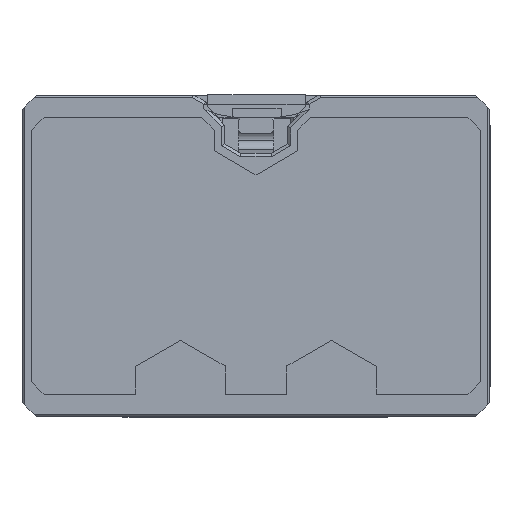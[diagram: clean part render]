
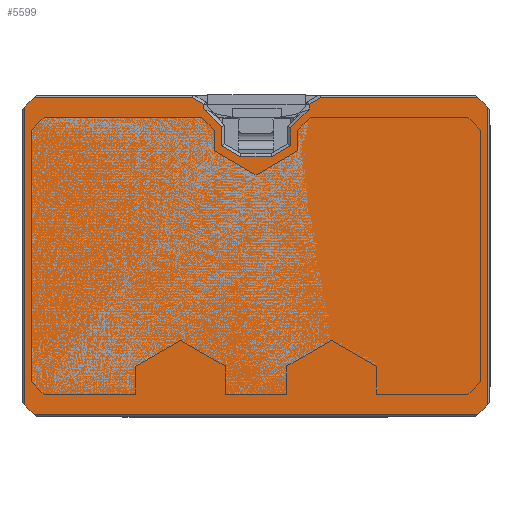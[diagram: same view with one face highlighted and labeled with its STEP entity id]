
A CAD part, top view. The second image highlights one B-rep face of the part: STEP entity #5599.
In plain terms, the highlighted planar face has unit normal (0, 0, 1).
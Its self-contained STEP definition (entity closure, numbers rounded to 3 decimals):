
#179=FACE_OUTER_BOUND('',#491,.T.);
#491=EDGE_LOOP('',(#3700,#3701,#3702,#3703,#3704,#3705,#3706,#3707,#3708,
#3709,#3710,#3711,#3712,#3713,#3714,#3715,#3716,#3717,#3718,#3719));
#806=LINE('',#7844,#1551);
#812=LINE('',#7857,#1557);
#818=LINE('',#7870,#1563);
#824=LINE('',#7883,#1569);
#826=LINE('',#7886,#1571);
#829=LINE('',#7892,#1574);
#834=LINE('',#7903,#1579);
#835=LINE('',#7905,#1580);
#836=LINE('',#7907,#1581);
#837=LINE('',#7909,#1582);
#838=LINE('',#7911,#1583);
#839=LINE('',#7913,#1584);
#840=LINE('',#7915,#1585);
#841=LINE('',#7917,#1586);
#842=LINE('',#7919,#1587);
#843=LINE('',#7921,#1588);
#844=LINE('',#7923,#1589);
#845=LINE('',#7924,#1590);
#846=LINE('',#7925,#1591);
#847=LINE('',#7926,#1592);
#1551=VECTOR('',#6326,10.);
#1557=VECTOR('',#6334,10.);
#1563=VECTOR('',#6342,10.);
#1569=VECTOR('',#6350,10.);
#1571=VECTOR('',#6354,10.);
#1574=VECTOR('',#6359,10.);
#1579=VECTOR('',#6370,10.);
#1580=VECTOR('',#6371,10.);
#1581=VECTOR('',#6372,10.);
#1582=VECTOR('',#6373,10.);
#1583=VECTOR('',#6374,10.);
#1584=VECTOR('',#6375,10.);
#1585=VECTOR('',#6376,10.);
#1586=VECTOR('',#6377,10.);
#1587=VECTOR('',#6378,10.);
#1588=VECTOR('',#6379,10.);
#1589=VECTOR('',#6380,10.);
#1590=VECTOR('',#6381,10.);
#1591=VECTOR('',#6382,10.);
#1592=VECTOR('',#6383,10.);
#2292=VERTEX_POINT('',#7834);
#2296=VERTEX_POINT('',#7842);
#2298=VERTEX_POINT('',#7847);
#2302=VERTEX_POINT('',#7855);
#2304=VERTEX_POINT('',#7860);
#2308=VERTEX_POINT('',#7868);
#2310=VERTEX_POINT('',#7873);
#2314=VERTEX_POINT('',#7881);
#2316=VERTEX_POINT('',#7890);
#2319=VERTEX_POINT('',#7902);
#2320=VERTEX_POINT('',#7904);
#2321=VERTEX_POINT('',#7906);
#2322=VERTEX_POINT('',#7908);
#2323=VERTEX_POINT('',#7910);
#2324=VERTEX_POINT('',#7912);
#2325=VERTEX_POINT('',#7914);
#2326=VERTEX_POINT('',#7916);
#2327=VERTEX_POINT('',#7918);
#2328=VERTEX_POINT('',#7920);
#2329=VERTEX_POINT('',#7922);
#2831=EDGE_CURVE('',#2292,#2296,#806,.T.);
#2837=EDGE_CURVE('',#2298,#2302,#812,.T.);
#2843=EDGE_CURVE('',#2304,#2308,#818,.T.);
#2849=EDGE_CURVE('',#2310,#2314,#824,.T.);
#2851=EDGE_CURVE('',#2298,#2296,#826,.T.);
#2854=EDGE_CURVE('',#2316,#2302,#829,.T.);
#2859=EDGE_CURVE('',#2319,#2316,#834,.T.);
#2860=EDGE_CURVE('',#2320,#2319,#835,.T.);
#2861=EDGE_CURVE('',#2321,#2320,#836,.T.);
#2862=EDGE_CURVE('',#2322,#2321,#837,.T.);
#2863=EDGE_CURVE('',#2323,#2322,#838,.T.);
#2864=EDGE_CURVE('',#2324,#2323,#839,.T.);
#2865=EDGE_CURVE('',#2325,#2324,#840,.T.);
#2866=EDGE_CURVE('',#2326,#2325,#841,.T.);
#2867=EDGE_CURVE('',#2327,#2326,#842,.T.);
#2868=EDGE_CURVE('',#2328,#2327,#843,.T.);
#2869=EDGE_CURVE('',#2329,#2328,#844,.T.);
#2870=EDGE_CURVE('',#2304,#2329,#845,.T.);
#2871=EDGE_CURVE('',#2310,#2308,#846,.T.);
#2872=EDGE_CURVE('',#2292,#2314,#847,.T.);
#3700=ORIENTED_EDGE('',*,*,#2831,.T.);
#3701=ORIENTED_EDGE('',*,*,#2851,.F.);
#3702=ORIENTED_EDGE('',*,*,#2837,.T.);
#3703=ORIENTED_EDGE('',*,*,#2854,.F.);
#3704=ORIENTED_EDGE('',*,*,#2859,.F.);
#3705=ORIENTED_EDGE('',*,*,#2860,.F.);
#3706=ORIENTED_EDGE('',*,*,#2861,.F.);
#3707=ORIENTED_EDGE('',*,*,#2862,.F.);
#3708=ORIENTED_EDGE('',*,*,#2863,.F.);
#3709=ORIENTED_EDGE('',*,*,#2864,.F.);
#3710=ORIENTED_EDGE('',*,*,#2865,.F.);
#3711=ORIENTED_EDGE('',*,*,#2866,.F.);
#3712=ORIENTED_EDGE('',*,*,#2867,.F.);
#3713=ORIENTED_EDGE('',*,*,#2868,.F.);
#3714=ORIENTED_EDGE('',*,*,#2869,.F.);
#3715=ORIENTED_EDGE('',*,*,#2870,.F.);
#3716=ORIENTED_EDGE('',*,*,#2843,.T.);
#3717=ORIENTED_EDGE('',*,*,#2871,.F.);
#3718=ORIENTED_EDGE('',*,*,#2849,.T.);
#3719=ORIENTED_EDGE('',*,*,#2872,.F.);
#5333=PLANE('',#5940);
#5599=ADVANCED_FACE('',(#179),#5333,.T.);
#5940=AXIS2_PLACEMENT_3D('',#7901,#6368,#6369);
#6326=DIRECTION('',(0.707,0.707,0.));
#6334=DIRECTION('',(-0.707,0.707,0.));
#6342=DIRECTION('',(-0.707,-0.707,0.));
#6350=DIRECTION('',(0.707,-0.707,0.));
#6354=DIRECTION('',(0.,-1.,0.));
#6359=DIRECTION('',(1.,0.,0.));
#6368=DIRECTION('center_axis',(0.,0.,
1.));
#6369=DIRECTION('ref_axis',(-1.,0.,0.));
#6370=DIRECTION('',(0.866,0.5,0.));
#6371=DIRECTION('',(0.,1.,0.));
#6372=DIRECTION('',(0.707,0.707,0.));
#6373=DIRECTION('',(0.,1.,0.));
#6374=DIRECTION('',(0.866,0.5,0.));
#6375=DIRECTION('',(1.,0.,0.));
#6376=DIRECTION('',(0.866,-0.5,0.));
#6377=DIRECTION('',(0.,-1.,0.));
#6378=DIRECTION('',(0.707,-0.707,0.));
#6379=DIRECTION('',(0.,-1.,0.));
#6380=DIRECTION('',(0.866,-0.5,0.));
#6381=DIRECTION('',(1.,0.,0.));
#6382=DIRECTION('',(0.,1.,0.));
#6383=DIRECTION('',(-1.,0.,0.));
#7834=CARTESIAN_POINT('',(77.63,46.734,44.991));
#7842=CARTESIAN_POINT('',(79.168,48.272,44.991));
#7844=CARTESIAN_POINT('',(76.182,45.286,44.991));
#7847=CARTESIAN_POINT('',(79.168,96.962,44.991));
#7855=CARTESIAN_POINT('',(77.63,98.5,44.991));
#7857=CARTESIAN_POINT('',(76.182,99.948,44.991));
#7860=CARTESIAN_POINT('',(5.105,98.5,44.991));
#7868=CARTESIAN_POINT('',(3.568,96.962,44.991));
#7870=CARTESIAN_POINT('',(6.553,99.948,44.991));
#7873=CARTESIAN_POINT('',(3.568,48.272,44.991));
#7881=CARTESIAN_POINT('',(5.105,46.734,44.991));
#7883=CARTESIAN_POINT('',(6.553,45.286,44.991));
#7886=CARTESIAN_POINT('',(79.168,60.425,44.991));
#7890=CARTESIAN_POINT('',(51.897,98.5,44.991));
#7892=CARTESIAN_POINT('',(60.593,98.5,44.991));
#7901=CARTESIAN_POINT('Origin',(41.368,72.617,44.991));
#7902=CARTESIAN_POINT('',(50.055,97.436,44.991));
#7903=CARTESIAN_POINT('',(42.648,93.16,44.991));
#7904=CARTESIAN_POINT('',(50.055,96.629,44.991));
#7905=CARTESIAN_POINT('',(50.055,85.12,44.991));
#7906=CARTESIAN_POINT('',(47.017,93.591,44.991));
#7907=CARTESIAN_POINT('',(41.088,87.662,44.991));
#7908=CARTESIAN_POINT('',(47.017,90.659,44.991));
#7909=CARTESIAN_POINT('',(47.017,83.908,44.991));
#7910=CARTESIAN_POINT('',(43.999,88.917,44.991));
#7911=CARTESIAN_POINT('',(40.867,87.109,44.991));
#7912=CARTESIAN_POINT('',(38.736,88.917,44.991));
#7913=CARTESIAN_POINT('',(42.918,88.917,44.991));
#7914=CARTESIAN_POINT('',(35.718,90.659,44.991));
#7915=CARTESIAN_POINT('',(41.868,87.109,44.991));
#7916=CARTESIAN_POINT('',(35.718,93.793,44.991));
#7917=CARTESIAN_POINT('',(35.718,83.908,44.991));
#7918=CARTESIAN_POINT('',(32.781,96.73,44.991));
#7919=CARTESIAN_POINT('',(41.748,87.763,44.991));
#7920=CARTESIAN_POINT('',(32.781,97.436,44.991));
#7921=CARTESIAN_POINT('',(32.781,85.171,44.991));
#7922=CARTESIAN_POINT('',(30.938,98.5,44.991));
#7923=CARTESIAN_POINT('',(40.112,93.203,44.991));
#7924=CARTESIAN_POINT('',(22.143,98.5,44.991));
#7925=CARTESIAN_POINT('',(3.568,60.425,44.991));
#7926=CARTESIAN_POINT('',(41.368,46.734,44.991));
